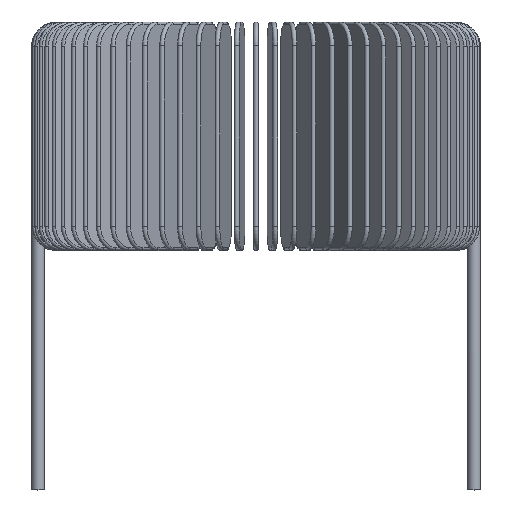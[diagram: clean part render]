
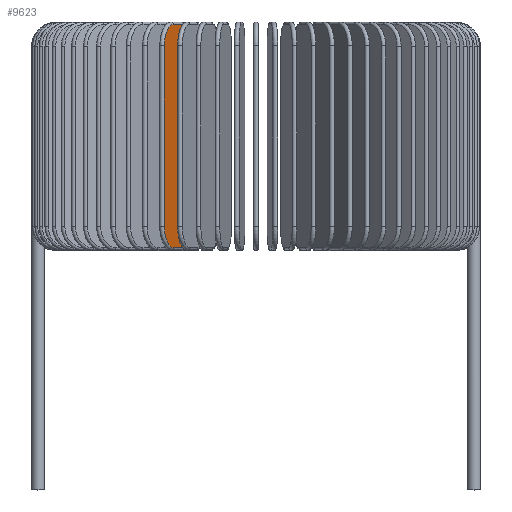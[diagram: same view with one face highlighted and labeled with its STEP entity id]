
A CAD part, top view. The second image highlights one B-rep face of the part: STEP entity #9623.
In plain terms, the highlighted planar face has unit normal (0.906, 0, 0.423).
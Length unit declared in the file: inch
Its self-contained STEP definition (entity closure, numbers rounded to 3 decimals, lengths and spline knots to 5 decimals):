
#9451=DIRECTION('',(0.,-1.,0.));
#9452=VECTOR('',#9451,0.376);
#9453=CARTESIAN_POINT('',(-0.19135,0.426,0.42219));
#9454=LINE('',#9453,#9452);
#9455=CARTESIAN_POINT('',(-0.17233,0.426,0.3814));
#9456=DIRECTION('',(0.906,0.,0.423));
#9457=DIRECTION('',(0.,1.,0.));
#9458=AXIS2_PLACEMENT_3D('',#9455,#9456,#9457);
#9460=DIRECTION('',(-0.423,0.,0.906));
#9461=VECTOR('',#9460,0.05);
#9462=CARTESIAN_POINT('',(-0.1512,0.471,0.33609));
#9463=LINE('',#9462,#9461);
#9464=CARTESIAN_POINT('',(-0.1512,0.426,0.33609));
#9465=DIRECTION('',(0.906,0.,0.423));
#9466=DIRECTION('',(0.423,0.,-0.906));
#9467=AXIS2_PLACEMENT_3D('',#9464,#9465,#9466);
#9469=DIRECTION('',(0.,1.,0.));
#9470=VECTOR('',#9469,0.376);
#9471=CARTESIAN_POINT('',(-0.13219,0.05,0.2953));
#9472=LINE('',#9471,#9470);
#9473=CARTESIAN_POINT('',(-0.1512,0.05,0.33609));
#9474=DIRECTION('',(0.906,0.,0.423));
#9475=DIRECTION('',(0.,-1.,0.));
#9476=AXIS2_PLACEMENT_3D('',#9473,#9474,#9475);
#9478=DIRECTION('',(0.423,0.,-0.906));
#9479=VECTOR('',#9478,0.05);
#9480=CARTESIAN_POINT('',(-0.17233,0.005,0.3814));
#9481=LINE('',#9480,#9479);
#9482=CARTESIAN_POINT('',(-0.17233,0.05,0.3814));
#9483=DIRECTION('',(0.906,0.,0.423));
#9484=DIRECTION('',(-0.423,0.,0.906));
#9485=AXIS2_PLACEMENT_3D('',#9482,#9483,#9484);
#9521=CARTESIAN_POINT('',(-0.19135,0.426,0.42219));
#9522=CARTESIAN_POINT('',(-0.19135,0.05,0.42219));
#9523=VERTEX_POINT('',#9521);
#9524=VERTEX_POINT('',#9522);
#9527=CARTESIAN_POINT('',(-0.17233,0.005,0.3814));
#9528=VERTEX_POINT('',#9527);
#9531=CARTESIAN_POINT('',(-0.1512,0.005,0.33609));
#9532=VERTEX_POINT('',#9531);
#9535=CARTESIAN_POINT('',(-0.13219,0.05,0.2953));
#9536=VERTEX_POINT('',#9535);
#9539=CARTESIAN_POINT('',(-0.13219,0.426,0.2953));
#9540=VERTEX_POINT('',#9539);
#9543=CARTESIAN_POINT('',(-0.1512,0.471,0.33609));
#9544=VERTEX_POINT('',#9543);
#9547=CARTESIAN_POINT('',(-0.17233,0.471,0.3814));
#9548=VERTEX_POINT('',#9547);
#9602=CARTESIAN_POINT('',(-0.19347,0.,0.42672));
#9603=DIRECTION('',(0.906,0.,0.423));
#9604=DIRECTION('',(0.423,0.,-0.906));
#9605=AXIS2_PLACEMENT_3D('',#9602,#9603,#9604);
#9606=PLANE('',#9605);
#9607=ORIENTED_EDGE('',*,*,#9595,.F.);
#9608=ORIENTED_EDGE('',*,*,#9558,.F.);
#9610=ORIENTED_EDGE('',*,*,#9609,.F.);
#9612=ORIENTED_EDGE('',*,*,#9611,.F.);
#9614=ORIENTED_EDGE('',*,*,#9613,.F.);
#9616=ORIENTED_EDGE('',*,*,#9615,.F.);
#9618=ORIENTED_EDGE('',*,*,#9617,.F.);
#9620=ORIENTED_EDGE('',*,*,#9619,.F.);
#9621=EDGE_LOOP('',(#9607,#9608,#9610,#9612,#9614,#9616,#9618,#9620));
#9622=FACE_OUTER_BOUND('',#9621,.F.);
#9459=CIRCLE('',#9458,0.045);
#9468=CIRCLE('',#9467,0.045);
#9477=CIRCLE('',#9476,0.045);
#9486=CIRCLE('',#9485,0.045);
#9558=EDGE_CURVE('',#9548,#9523,#9459,.T.);
#9595=EDGE_CURVE('',#9523,#9524,#9454,.T.);
#9609=EDGE_CURVE('',#9544,#9548,#9463,.T.);
#9611=EDGE_CURVE('',#9540,#9544,#9468,.T.);
#9613=EDGE_CURVE('',#9536,#9540,#9472,.T.);
#9615=EDGE_CURVE('',#9532,#9536,#9477,.T.);
#9617=EDGE_CURVE('',#9528,#9532,#9481,.T.);
#9619=EDGE_CURVE('',#9524,#9528,#9486,.T.);
#9623=ADVANCED_FACE('',(#9622),#9606,.T.);
